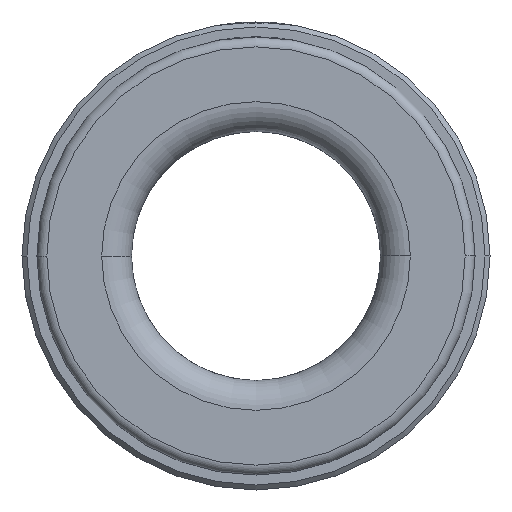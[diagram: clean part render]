
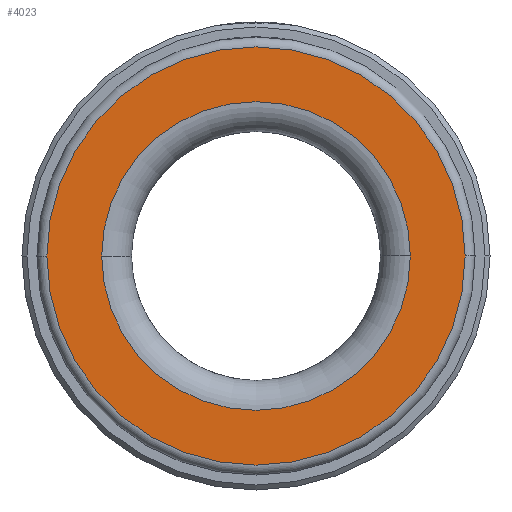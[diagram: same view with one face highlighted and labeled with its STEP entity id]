
A CAD part, front view. The second image highlights one B-rep face of the part: STEP entity #4023.
In plain terms, the highlighted planar face has unit normal (0, -1, 0).
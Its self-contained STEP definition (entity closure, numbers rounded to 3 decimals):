
#292 = FACE_OUTER_BOUND ( 'NONE', #1737, .T. ) ;
#337 = AXIS2_PLACEMENT_3D ( 'NONE', #3628, #6329, #3129 ) ;
#376 = CIRCLE ( 'NONE', #6210, 15.5 ) ;
#482 = AXIS2_PLACEMENT_3D ( 'NONE', #1113, #1028, #5352 ) ;
#499 = DIRECTION ( 'NONE',  ( 0., 1., 0. ) ) ;
#546 = EDGE_CURVE ( 'NONE', #732, #2090, #3650, .T. ) ;
#712 = CARTESIAN_POINT ( 'NONE',  ( 15.5, -35., 0. ) ) ;
#719 = EDGE_LOOP ( 'NONE', ( #6534, #1503 ) ) ;
#732 = VERTEX_POINT ( 'NONE', #6836 ) ;
#998 = PLANE ( 'NONE',  #337 ) ;
#1028 = DIRECTION ( 'NONE',  ( 0., 1., 0. ) ) ;
#1113 = CARTESIAN_POINT ( 'NONE',  ( 0., -35., 0. ) ) ;
#1503 = ORIENTED_EDGE ( 'NONE', *, *, #4095, .T. ) ;
#1565 = CARTESIAN_POINT ( 'NONE',  ( 0., -35., 0. ) ) ;
#1737 = EDGE_LOOP ( 'NONE', ( #5805, #6053 ) ) ;
#1751 = CARTESIAN_POINT ( 'NONE',  ( 0., -35., 0. ) ) ;
#2022 = VERTEX_POINT ( 'NONE', #5425 ) ;
#2090 = VERTEX_POINT ( 'NONE', #712 ) ;
#2152 = CARTESIAN_POINT ( 'NONE',  ( 0., -35., 0. ) ) ;
#2283 = DIRECTION ( 'NONE',  ( 0., 1., 0. ) ) ;
#2383 = AXIS2_PLACEMENT_3D ( 'NONE', #1751, #2283, #5995 ) ;
#2602 = DIRECTION ( 'NONE',  ( -1., 0., 0. ) ) ;
#2658 = DIRECTION ( 'NONE',  ( -1., 0., 0. ) ) ;
#2736 = EDGE_CURVE ( 'NONE', #5829, #2022, #3784, .T. ) ;
#2952 = FACE_BOUND ( 'NONE', #719, .T. ) ;
#3129 = DIRECTION ( 'NONE',  ( -1., 0., 0. ) ) ;
#3626 = EDGE_CURVE ( 'NONE', #2022, #5829, #5436, .T. ) ;
#3628 = CARTESIAN_POINT ( 'NONE',  ( 21., -35., 0. ) ) ;
#3650 = CIRCLE ( 'NONE', #6377, 15.5 ) ;
#3784 = CIRCLE ( 'NONE', #2383, 21. ) ;
#4023 = ADVANCED_FACE ( 'NONE', ( #292, #2952 ), #998, .F. ) ;
#4095 = EDGE_CURVE ( 'NONE', #2090, #732, #376, .T. ) ;
#5352 = DIRECTION ( 'NONE',  ( -1., 0., 0. ) ) ;
#5425 = CARTESIAN_POINT ( 'NONE',  ( -21., -35., 0. ) ) ;
#5436 = CIRCLE ( 'NONE', #482, 21. ) ;
#5748 = CARTESIAN_POINT ( 'NONE',  ( 21., -35., 0. ) ) ;
#5805 = ORIENTED_EDGE ( 'NONE', *, *, #3626, .F. ) ;
#5829 = VERTEX_POINT ( 'NONE', #5748 ) ;
#5906 = DIRECTION ( 'NONE',  ( 0., 1., 0. ) ) ;
#5995 = DIRECTION ( 'NONE',  ( -1., 0., 0. ) ) ;
#6053 = ORIENTED_EDGE ( 'NONE', *, *, #2736, .F. ) ;
#6210 = AXIS2_PLACEMENT_3D ( 'NONE', #2152, #5906, #2658 ) ;
#6329 = DIRECTION ( 'NONE',  ( 0., 1., 0. ) ) ;
#6377 = AXIS2_PLACEMENT_3D ( 'NONE', #1565, #499, #2602 ) ;
#6534 = ORIENTED_EDGE ( 'NONE', *, *, #546, .T. ) ;
#6836 = CARTESIAN_POINT ( 'NONE',  ( -15.5, -35., 0. ) ) ;
